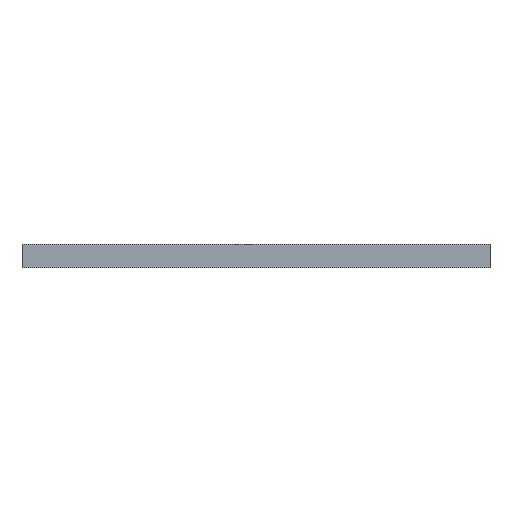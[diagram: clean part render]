
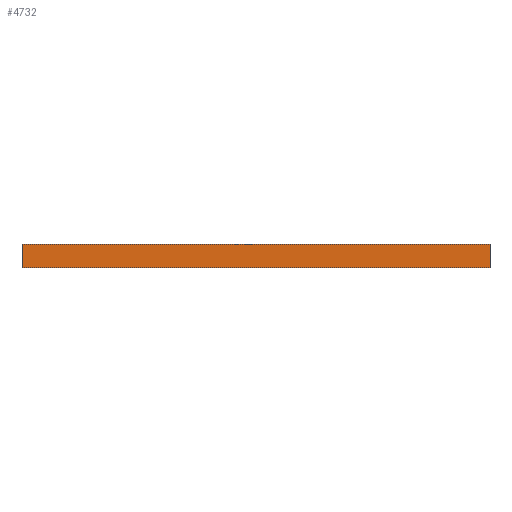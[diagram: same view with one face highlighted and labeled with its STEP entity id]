
A CAD part, front view. The second image highlights one B-rep face of the part: STEP entity #4732.
In plain terms, the highlighted planar face has unit normal (0, -1, 0).
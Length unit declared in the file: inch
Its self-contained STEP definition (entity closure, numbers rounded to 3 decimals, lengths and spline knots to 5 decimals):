
#53 = VECTOR ( 'NONE', #2933, 39.37008 ) ;
#322 = ORIENTED_EDGE ( 'NONE', *, *, #930, .T. ) ;
#553 = DIRECTION ( 'NONE',  ( 0., 0., 1. ) ) ;
#776 = VECTOR ( 'NONE', #2754, 39.37008 ) ;
#930 = EDGE_CURVE ( 'NONE', #5131, #2485, #3945, .T. ) ;
#953 = CARTESIAN_POINT ( 'NONE',  ( 0.59055, -0.59055, 0.01969 ) ) ;
#1026 = AXIS2_PLACEMENT_3D ( 'NONE', #1184, #3491, #4383 ) ;
#1098 = ORIENTED_EDGE ( 'NONE', *, *, #4378, .F. ) ;
#1184 = CARTESIAN_POINT ( 'NONE',  ( -0.59055, -0.59055, 0. ) ) ;
#1409 = FACE_OUTER_BOUND ( 'NONE', #4402, .T. ) ;
#1416 = CARTESIAN_POINT ( 'NONE',  ( 0.59055, -0.59055, -0.03937 ) ) ;
#1480 = CARTESIAN_POINT ( 'NONE',  ( -0.59055, -0.59055, 0.01969 ) ) ;
#1823 = VERTEX_POINT ( 'NONE', #953 ) ;
#1971 = EDGE_CURVE ( 'NONE', #2485, #1823, #2827, .T. ) ;
#1984 = LINE ( 'NONE', #1480, #776 ) ;
#2026 = VECTOR ( 'NONE', #5387, 39.37008 ) ;
#2193 = CARTESIAN_POINT ( 'NONE',  ( -0.59055, -0.59055, -0.03937 ) ) ;
#2423 = LINE ( 'NONE', #4240, #53 ) ;
#2485 = VERTEX_POINT ( 'NONE', #1416 ) ;
#2754 = DIRECTION ( 'NONE',  ( 1., 0., 0. ) ) ;
#2827 = LINE ( 'NONE', #5621, #4409 ) ;
#2933 = DIRECTION ( 'NONE',  ( 0., 0., 1. ) ) ;
#3491 = DIRECTION ( 'NONE',  ( 0., -1., 0. ) ) ;
#3791 = EDGE_CURVE ( 'NONE', #5131, #4541, #2423, .T. ) ;
#3819 = CARTESIAN_POINT ( 'NONE',  ( -0.59055, -0.59055, -0.03937 ) ) ;
#3905 = PLANE ( 'NONE',  #1026 ) ;
#3945 = LINE ( 'NONE', #2193, #2026 ) ;
#4234 = ORIENTED_EDGE ( 'NONE', *, *, #3791, .F. ) ;
#4240 = CARTESIAN_POINT ( 'NONE',  ( -0.59055, -0.59055, 0. ) ) ;
#4378 = EDGE_CURVE ( 'NONE', #4541, #1823, #1984, .T. ) ;
#4383 = DIRECTION ( 'NONE',  ( 1., 0., 0. ) ) ;
#4402 = EDGE_LOOP ( 'NONE', ( #4234, #322, #5356, #1098 ) ) ;
#4409 = VECTOR ( 'NONE', #553, 39.37008 ) ;
#4541 = VERTEX_POINT ( 'NONE', #4655 ) ;
#4655 = CARTESIAN_POINT ( 'NONE',  ( -0.59055, -0.59055, 0.01969 ) ) ;
#4732 = ADVANCED_FACE ( 'NONE', ( #1409 ), #3905, .T. ) ;
#5131 = VERTEX_POINT ( 'NONE', #3819 ) ;
#5356 = ORIENTED_EDGE ( 'NONE', *, *, #1971, .T. ) ;
#5387 = DIRECTION ( 'NONE',  ( 1., 0., 0. ) ) ;
#5621 = CARTESIAN_POINT ( 'NONE',  ( 0.59055, -0.59055, 0. ) ) ;
